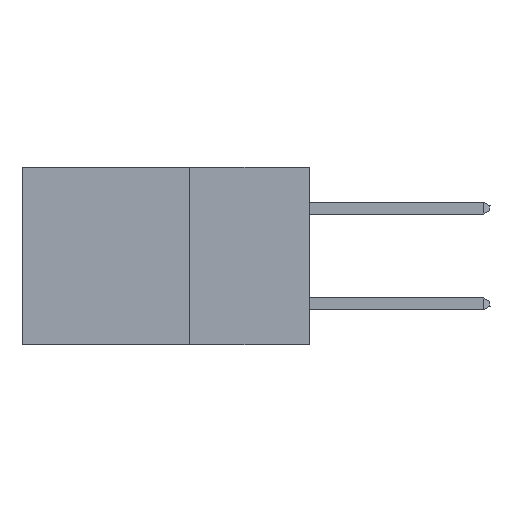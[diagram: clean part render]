
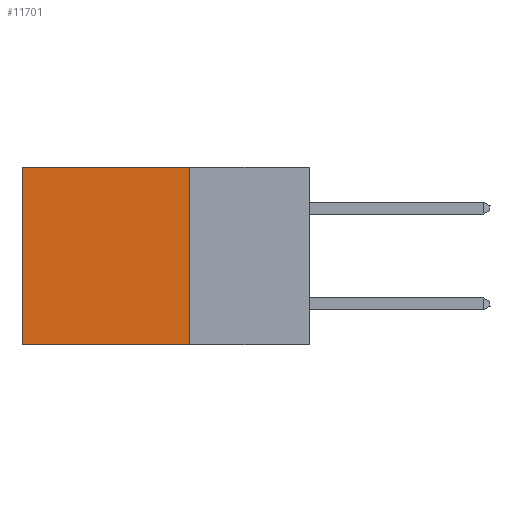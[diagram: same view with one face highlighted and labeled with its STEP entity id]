
A CAD part, left-side view. The second image highlights one B-rep face of the part: STEP entity #11701.
In plain terms, the highlighted planar face has unit normal (-1, 0, 0).
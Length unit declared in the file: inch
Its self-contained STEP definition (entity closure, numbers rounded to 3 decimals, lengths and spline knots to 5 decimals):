
#71 = ORIENTED_EDGE ( 'NONE', *, *, #10971, .T. ) ;
#215 = CARTESIAN_POINT ( 'NONE',  ( 0.2875, 0.6, 0. ) ) ;
#770 = CARTESIAN_POINT ( 'NONE',  ( 0.2875, 0.25, 0. ) ) ;
#787 = CARTESIAN_POINT ( 'NONE',  ( 0.2875, 0.25, -0.37 ) ) ;
#811 = ORIENTED_EDGE ( 'NONE', *, *, #9144, .F. ) ;
#888 = VECTOR ( 'NONE', #10925, 39.37008 ) ;
#2525 = DIRECTION ( 'NONE',  ( 0., 0., -1. ) ) ;
#2954 = EDGE_CURVE ( 'NONE', #11560, #11479, #8436, .T. ) ;
#3577 = VECTOR ( 'NONE', #2525, 39.37008 ) ;
#3877 = LINE ( 'NONE', #770, #3577 ) ;
#4156 = CARTESIAN_POINT ( 'NONE',  ( 0.2875, 0.6, -0.37 ) ) ;
#4353 = CARTESIAN_POINT ( 'NONE',  ( 0.2875, 0.6, 0. ) ) ;
#4611 = CARTESIAN_POINT ( 'NONE',  ( 0.2875, 0.25, -0.37 ) ) ;
#5193 = CARTESIAN_POINT ( 'NONE',  ( 0.2875, 0.25, 0. ) ) ;
#5218 = PLANE ( 'NONE',  #6016 ) ;
#5371 = CARTESIAN_POINT ( 'NONE',  ( 0.2875, 0.25, 0. ) ) ;
#5436 = LINE ( 'NONE', #787, #888 ) ;
#6016 = AXIS2_PLACEMENT_3D ( 'NONE', #5371, #11964, #9987 ) ;
#6130 = ORIENTED_EDGE ( 'NONE', *, *, #2954, .T. ) ;
#6695 = VERTEX_POINT ( 'NONE', #7212 ) ;
#6703 = VERTEX_POINT ( 'NONE', #4611 ) ;
#7212 = CARTESIAN_POINT ( 'NONE',  ( 0.2875, 0.25, 0. ) ) ;
#7282 = VECTOR ( 'NONE', #9788, 39.37008 ) ;
#7629 = LINE ( 'NONE', #5193, #10086 ) ;
#8436 = LINE ( 'NONE', #215, #7282 ) ;
#9144 = EDGE_CURVE ( 'NONE', #6695, #6703, #3877, .T. ) ;
#9426 = EDGE_LOOP ( 'NONE', ( #6130, #9793, #811, #71 ) ) ;
#9788 = DIRECTION ( 'NONE',  ( 0., 0., -1. ) ) ;
#9793 = ORIENTED_EDGE ( 'NONE', *, *, #11738, .F. ) ;
#9987 = DIRECTION ( 'NONE',  ( 0., 0., -1. ) ) ;
#10064 = FACE_OUTER_BOUND ( 'NONE', #9426, .T. ) ;
#10086 = VECTOR ( 'NONE', #11745, 39.37008 ) ;
#10925 = DIRECTION ( 'NONE',  ( 0., 1., 0. ) ) ;
#10971 = EDGE_CURVE ( 'NONE', #6695, #11560, #7629, .T. ) ;
#11479 = VERTEX_POINT ( 'NONE', #4156 ) ;
#11560 = VERTEX_POINT ( 'NONE', #4353 ) ;
#11701 = ADVANCED_FACE ( 'NONE', ( #10064 ), #5218, .F. ) ;
#11738 = EDGE_CURVE ( 'NONE', #6703, #11479, #5436, .T. ) ;
#11745 = DIRECTION ( 'NONE',  ( 0., 1., 0. ) ) ;
#11964 = DIRECTION ( 'NONE',  ( 1., 0., 0. ) ) ;
